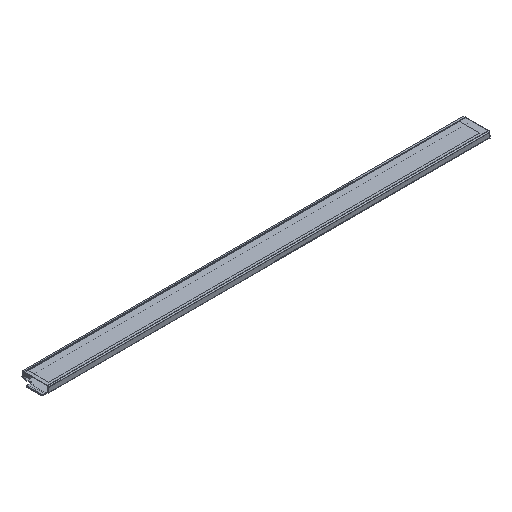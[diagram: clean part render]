
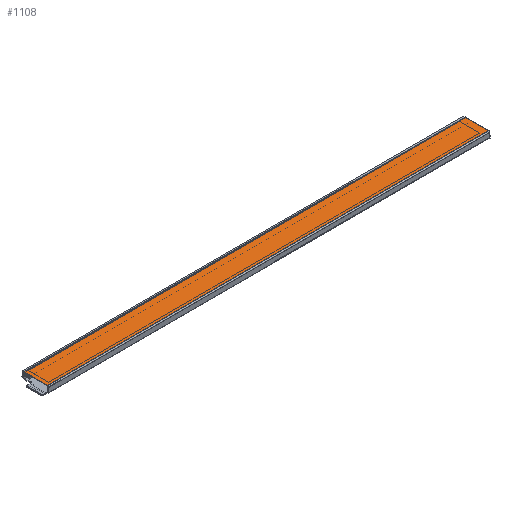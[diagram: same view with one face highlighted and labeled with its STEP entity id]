
A CAD part, isometric view. The second image highlights one B-rep face of the part: STEP entity #1108.
In plain terms, the highlighted planar face has unit normal (0, 0, 1).
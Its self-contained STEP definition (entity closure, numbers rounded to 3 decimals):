
#104 = ORIENTED_EDGE ( 'NONE', *, *, #1233, .T. ) ;
#166 = ORIENTED_EDGE ( 'NONE', *, *, #2001, .T. ) ;
#230 = FACE_OUTER_BOUND ( 'NONE', #1577, .T. ) ;
#242 = LINE ( 'NONE', #1580, #497 ) ;
#270 = CARTESIAN_POINT ( 'NONE',  ( -2., 0.7, 0. ) ) ;
#300 = CARTESIAN_POINT ( 'NONE',  ( 241.1, 0.7, 0. ) ) ;
#423 = LINE ( 'NONE', #2706, #919 ) ;
#444 = ORIENTED_EDGE ( 'NONE', *, *, #2186, .T. ) ;
#497 = VECTOR ( 'NONE', #2239, 1000. ) ;
#637 = DIRECTION ( 'NONE',  ( -1., 0., 0. ) ) ;
#654 = PLANE ( 'NONE',  #1751 ) ;
#890 = DIRECTION ( 'NONE',  ( -1., 0., 0. ) ) ;
#919 = VECTOR ( 'NONE', #2036, 1000. ) ;
#926 = CARTESIAN_POINT ( 'NONE',  ( -2., 0., 0. ) ) ;
#1038 = LINE ( 'NONE', #926, #1611 ) ;
#1085 = CARTESIAN_POINT ( 'NONE',  ( 241.1, 13.4, 0. ) ) ;
#1101 = VERTEX_POINT ( 'NONE', #270 ) ;
#1108 = ADVANCED_FACE ( 'NONE', ( #230 ), #654, .F. ) ;
#1233 = EDGE_CURVE ( 'NONE', #1776, #1101, #1038, .T. ) ;
#1297 = CARTESIAN_POINT ( 'NONE',  ( -2., 13.4, 0. ) ) ;
#1477 = VERTEX_POINT ( 'NONE', #1085 ) ;
#1551 = LINE ( 'NONE', #2160, #2082 ) ;
#1557 = DIRECTION ( 'NONE',  ( 0., -1., 0. ) ) ;
#1577 = EDGE_LOOP ( 'NONE', ( #444, #166, #2017, #104 ) ) ;
#1580 = CARTESIAN_POINT ( 'NONE',  ( 241.1, 0., 0. ) ) ;
#1611 = VECTOR ( 'NONE', #1557, 1000. ) ;
#1685 = EDGE_CURVE ( 'NONE', #1477, #1776, #1551, .T. ) ;
#1751 = AXIS2_PLACEMENT_3D ( 'NONE', #2588, #1952, #637 ) ;
#1776 = VERTEX_POINT ( 'NONE', #1297 ) ;
#1952 = DIRECTION ( 'NONE',  ( 0., 0., -1. ) ) ;
#2001 = EDGE_CURVE ( 'NONE', #2040, #1477, #242, .T. ) ;
#2017 = ORIENTED_EDGE ( 'NONE', *, *, #1685, .T. ) ;
#2036 = DIRECTION ( 'NONE',  ( 1., 0., 0. ) ) ;
#2040 = VERTEX_POINT ( 'NONE', #300 ) ;
#2082 = VECTOR ( 'NONE', #890, 1000. ) ;
#2160 = CARTESIAN_POINT ( 'NONE',  ( -2., 13.4, 0. ) ) ;
#2186 = EDGE_CURVE ( 'NONE', #1101, #2040, #423, .T. ) ;
#2239 = DIRECTION ( 'NONE',  ( 0., 1., 0. ) ) ;
#2588 = CARTESIAN_POINT ( 'NONE',  ( 0., 0., 0. ) ) ;
#2706 = CARTESIAN_POINT ( 'NONE',  ( -2., 0.7, 0. ) ) ;
